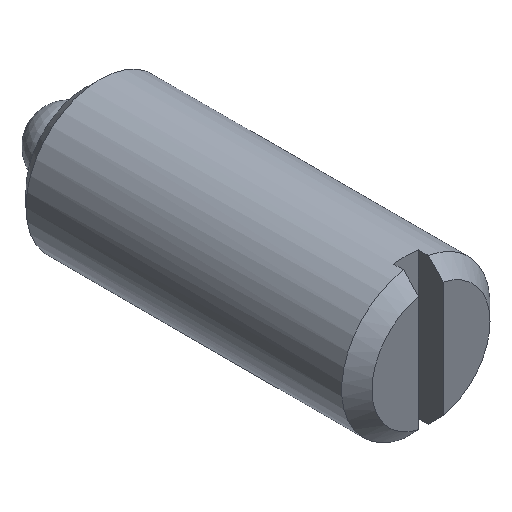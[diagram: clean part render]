
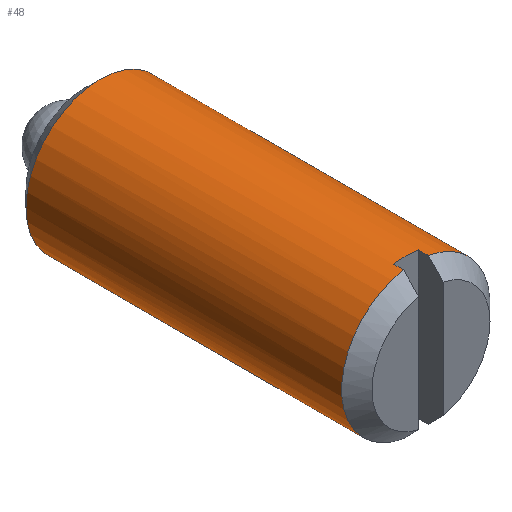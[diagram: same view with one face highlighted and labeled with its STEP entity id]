
A CAD part, isometric view. The second image highlights one B-rep face of the part: STEP entity #48.
In plain terms, the highlighted cylindrical face has radius 3 mm (diameter 6 mm), a full revolution.
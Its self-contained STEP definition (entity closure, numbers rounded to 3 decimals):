
#48 = ADVANCED_FACE( '', ( #98, #99 ), #100, .T. );
#98 = FACE_OUTER_BOUND( '', #146, .T. );
#99 = FACE_OUTER_BOUND( '', #147, .T. );
#100 = CYLINDRICAL_SURFACE( '', #148, 3. );
#146 = EDGE_LOOP( '', ( #207, #208, #209, #210, #211, #212, #213, #214 ) );
#147 = EDGE_LOOP( '', ( #215 ) );
#148 = AXIS2_PLACEMENT_3D( '', #216, #217, #218 );
#207 = ORIENTED_EDGE( '', *, *, #276, .F. );
#208 = ORIENTED_EDGE( '', *, *, #280, .F. );
#209 = ORIENTED_EDGE( '', *, *, #265, .F. );
#210 = ORIENTED_EDGE( '', *, *, #281, .F. );
#211 = ORIENTED_EDGE( '', *, *, #282, .F. );
#212 = ORIENTED_EDGE( '', *, *, #283, .F. );
#213 = ORIENTED_EDGE( '', *, *, #263, .F. );
#214 = ORIENTED_EDGE( '', *, *, #284, .F. );
#215 = ORIENTED_EDGE( '', *, *, #260, .T. );
#216 = CARTESIAN_POINT( '', ( 0., 0., 0. ) );
#217 = DIRECTION( '', ( 0., 1., 0. ) );
#218 = DIRECTION( '', ( 0., 0., -1. ) );
#260 = EDGE_CURVE( '', #295, #295, #296, .T. );
#263 = EDGE_CURVE( '', #300, #301, #302, .T. );
#265 = EDGE_CURVE( '', #303, #305, #306, .T. );
#276 = EDGE_CURVE( '', #321, #319, #323, .T. );
#280 = EDGE_CURVE( '', #305, #321, #326, .T. );
#281 = EDGE_CURVE( '', #327, #303, #328, .F. );
#282 = EDGE_CURVE( '', #329, #327, #330, .T. );
#283 = EDGE_CURVE( '', #301, #329, #331, .T. );
#284 = EDGE_CURVE( '', #319, #300, #332, .F. );
#295 = VERTEX_POINT( '', #345 );
#296 = CIRCLE( '', #346, 3. );
#300 = VERTEX_POINT( '', #350 );
#301 = VERTEX_POINT( '', #351 );
#302 = CIRCLE( '', #352, 3. );
#303 = VERTEX_POINT( '', #353 );
#305 = VERTEX_POINT( '', #356 );
#306 = CIRCLE( '', #357, 3. );
#319 = VERTEX_POINT( '', #372 );
#321 = VERTEX_POINT( '', #377 );
#323 = CIRCLE( '', #382, 3. );
#326 = LINE( '', #385, #386 );
#327 = VERTEX_POINT( '', #387 );
#328 = LINE( '', #388, #389 );
#329 = VERTEX_POINT( '', #390 );
#330 = CIRCLE( '', #391, 3. );
#331 = LINE( '', #392, #393 );
#332 = LINE( '', #394, #395 );
#345 = CARTESIAN_POINT( '', ( 0., 13.387, -3. ) );
#346 = AXIS2_PLACEMENT_3D( '', #414, #415, #416 );
#350 = CARTESIAN_POINT( '', ( 0.5, 1.01, 2.958 ) );
#351 = CARTESIAN_POINT( '', ( -0.5, 1.01, 2.958 ) );
#352 = AXIS2_PLACEMENT_3D( '', #420, #421, #422 );
#353 = CARTESIAN_POINT( '', ( -0.5, 1.01, -2.958 ) );
#356 = CARTESIAN_POINT( '', ( 0.5, 1.01, -2.958 ) );
#357 = AXIS2_PLACEMENT_3D( '', #424, #425, #426 );
#372 = CARTESIAN_POINT( '', ( 0.5, 0.614, 2.958 ) );
#377 = CARTESIAN_POINT( '', ( 0.5, 0.614, -2.958 ) );
#382 = AXIS2_PLACEMENT_3D( '', #438, #439, #440 );
#385 = CARTESIAN_POINT( '', ( 0.5, 0., -2.958 ) );
#386 = VECTOR( '', #441, 1000. );
#387 = CARTESIAN_POINT( '', ( -0.5, 0.614, -2.958 ) );
#388 = CARTESIAN_POINT( '', ( -0.5, 0., -2.958 ) );
#389 = VECTOR( '', #442, 1000. );
#390 = CARTESIAN_POINT( '', ( -0.5, 0.614, 2.958 ) );
#391 = AXIS2_PLACEMENT_3D( '', #443, #444, #445 );
#392 = CARTESIAN_POINT( '', ( -0.5, 0., 2.958 ) );
#393 = VECTOR( '', #446, 1000. );
#394 = CARTESIAN_POINT( '', ( 0.5, 0., 2.958 ) );
#395 = VECTOR( '', #447, 1000. );
#414 = CARTESIAN_POINT( '', ( 0., 13.387, 0. ) );
#415 = DIRECTION( '', ( 0., -1., 0. ) );
#416 = DIRECTION( '', ( 0., 0., -1. ) );
#420 = CARTESIAN_POINT( '', ( 0., 1.01, 0. ) );
#421 = DIRECTION( '', ( 0., -1., 0. ) );
#422 = DIRECTION( '', ( 0., 0., -1. ) );
#424 = CARTESIAN_POINT( '', ( 0., 1.01, 0. ) );
#425 = DIRECTION( '', ( 0., -1., 0. ) );
#426 = DIRECTION( '', ( 0., 0., -1. ) );
#438 = CARTESIAN_POINT( '', ( 0., 0.613, 0. ) );
#439 = DIRECTION( '', ( 0., -1., 0. ) );
#440 = DIRECTION( '', ( 0., 0., -1. ) );
#441 = DIRECTION( '', ( 0., -1., 0. ) );
#442 = DIRECTION( '', ( 0., -1., 0. ) );
#443 = CARTESIAN_POINT( '', ( 0., 0.613, 0. ) );
#444 = DIRECTION( '', ( 0., -1., 0. ) );
#445 = DIRECTION( '', ( 0., 0., -1. ) );
#446 = DIRECTION( '', ( 0., -1., 0. ) );
#447 = DIRECTION( '', ( 0., -1., 0. ) );
